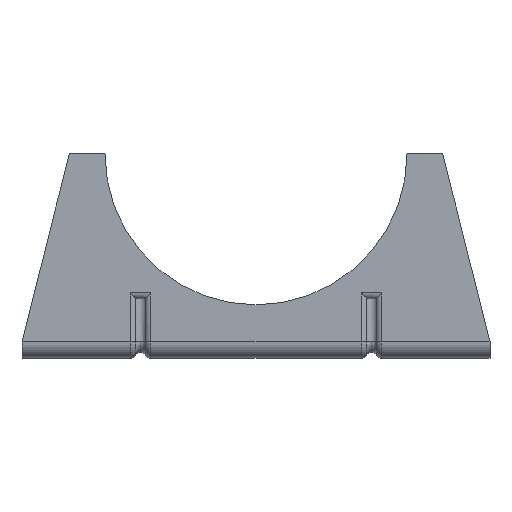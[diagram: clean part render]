
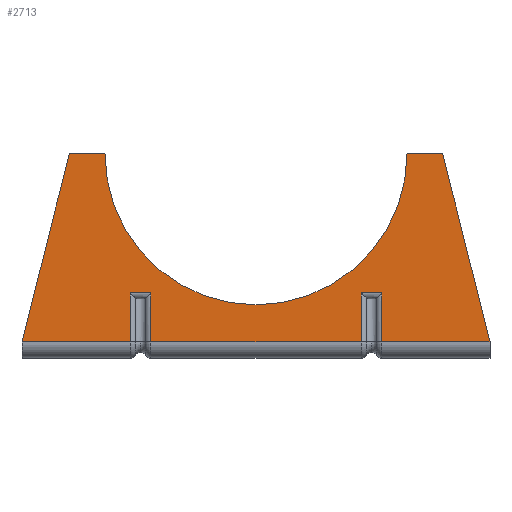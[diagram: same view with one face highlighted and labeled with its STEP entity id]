
A CAD part, top view. The second image highlights one B-rep face of the part: STEP entity #2713.
In plain terms, the highlighted planar face has unit normal (0, 0, 1).
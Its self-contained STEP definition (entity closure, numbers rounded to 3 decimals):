
#7 = ORIENTED_EDGE ( 'NONE', *, *, #708, .T. ) ;
#10 = CARTESIAN_POINT ( 'NONE',  ( 17.768, 0.78, 8. ) ) ;
#44 = EDGE_CURVE ( 'NONE', #98, #1286, #776, .T. ) ;
#58 = EDGE_CURVE ( 'NONE', #459, #98, #2727, .T. ) ;
#74 = CARTESIAN_POINT ( 'NONE',  ( 31.5, 32.5, 8. ) ) ;
#98 = VERTEX_POINT ( 'NONE', #673 ) ;
#128 = EDGE_CURVE ( 'NONE', #2302, #811, #1314, .T. ) ;
#147 = VERTEX_POINT ( 'NONE', #895 ) ;
#200 = CARTESIAN_POINT ( 'NONE',  ( 0., 32.5, 8. ) ) ;
#243 = VECTOR ( 'NONE', #2680, 1000. ) ;
#258 = ORIENTED_EDGE ( 'NONE', *, *, #995, .F. ) ;
#284 = CARTESIAN_POINT ( 'NONE',  ( -21.232, 8., 8. ) ) ;
#294 = EDGE_CURVE ( 'NONE', #1522, #2421, #1690, .T. ) ;
#343 = DIRECTION ( 'NONE',  ( -1., 0., 0. ) ) ;
#366 = ORIENTED_EDGE ( 'NONE', *, *, #661, .T. ) ;
#392 = CARTESIAN_POINT ( 'NONE',  ( 21.232, 32.5, 8. ) ) ;
#449 = CARTESIAN_POINT ( 'NONE',  ( -31.5, 32.5, 8. ) ) ;
#459 = VERTEX_POINT ( 'NONE', #1689 ) ;
#503 = CIRCLE ( 'NONE', #1278, 25.5 ) ;
#590 = AXIS2_PLACEMENT_3D ( 'NONE', #969, #2861, #1214 ) ;
#595 = CARTESIAN_POINT ( 'NONE',  ( -25.5, 32.5, 8. ) ) ;
#596 = VECTOR ( 'NONE', #872, 1000. ) ;
#625 = CARTESIAN_POINT ( 'NONE',  ( -17.768, 0.78, 8. ) ) ;
#661 = EDGE_CURVE ( 'NONE', #774, #1522, #1598, .T. ) ;
#669 = DIRECTION ( 'NONE',  ( 0., -1., 0. ) ) ;
#673 = CARTESIAN_POINT ( 'NONE',  ( -17.768, 9., 8. ) ) ;
#706 = VECTOR ( 'NONE', #2997, 1000. ) ;
#708 = EDGE_CURVE ( 'NONE', #1454, #2369, #503, .T. ) ;
#713 = CARTESIAN_POINT ( 'NONE',  ( -17.768, 0.78, 8. ) ) ;
#755 = CARTESIAN_POINT ( 'NONE',  ( -21.232, 0.78, 8. ) ) ;
#774 = VERTEX_POINT ( 'NONE', #10 ) ;
#776 = LINE ( 'NONE', #625, #1998 ) ;
#811 = VERTEX_POINT ( 'NONE', #449 ) ;
#837 = ORIENTED_EDGE ( 'NONE', *, *, #1990, .T. ) ;
#838 = DIRECTION ( 'NONE',  ( -1., 0., 0. ) ) ;
#842 = CARTESIAN_POINT ( 'NONE',  ( 39.5, 32.5, 8. ) ) ;
#872 = DIRECTION ( 'NONE',  ( 1., 0., 0. ) ) ;
#895 = CARTESIAN_POINT ( 'NONE',  ( 39.5, 0.78, 8. ) ) ;
#908 = CARTESIAN_POINT ( 'NONE',  ( 31.978, 30.603, 8. ) ) ;
#941 = ORIENTED_EDGE ( 'NONE', *, *, #2149, .F. ) ;
#969 = CARTESIAN_POINT ( 'NONE',  ( 39.5, 32.5, 8. ) ) ;
#995 = EDGE_CURVE ( 'NONE', #2822, #2302, #1335, .T. ) ;
#1043 = LINE ( 'NONE', #1771, #1256 ) ;
#1049 = VECTOR ( 'NONE', #2277, 1000. ) ;
#1090 = DIRECTION ( 'NONE',  ( 0., -1., 0. ) ) ;
#1094 = ORIENTED_EDGE ( 'NONE', *, *, #44, .T. ) ;
#1177 = DIRECTION ( 'NONE',  ( 1., 0., 0. ) ) ;
#1187 = LINE ( 'NONE', #284, #2452 ) ;
#1214 = DIRECTION ( 'NONE',  ( 0., -1., 0. ) ) ;
#1241 = ORIENTED_EDGE ( 'NONE', *, *, #58, .T. ) ;
#1247 = EDGE_CURVE ( 'NONE', #2369, #811, #1745, .T. ) ;
#1256 = VECTOR ( 'NONE', #838, 1000. ) ;
#1278 = AXIS2_PLACEMENT_3D ( 'NONE', #200, #2780, #2317 ) ;
#1281 = DIRECTION ( 'NONE',  ( 0., 1., 0. ) ) ;
#1286 = VERTEX_POINT ( 'NONE', #713 ) ;
#1314 = LINE ( 'NONE', #2771, #706 ) ;
#1335 = LINE ( 'NONE', #2434, #243 ) ;
#1346 = ORIENTED_EDGE ( 'NONE', *, *, #2964, .F. ) ;
#1370 = ORIENTED_EDGE ( 'NONE', *, *, #1247, .T. ) ;
#1428 = VECTOR ( 'NONE', #1177, 1000. ) ;
#1433 = CARTESIAN_POINT ( 'NONE',  ( 21.232, 0.78, 8. ) ) ;
#1454 = VERTEX_POINT ( 'NONE', #1548 ) ;
#1491 = ORIENTED_EDGE ( 'NONE', *, *, #294, .T. ) ;
#1522 = VERTEX_POINT ( 'NONE', #2552 ) ;
#1548 = CARTESIAN_POINT ( 'NONE',  ( 25.5, 32.5, 8. ) ) ;
#1598 = LINE ( 'NONE', #1803, #1049 ) ;
#1689 = CARTESIAN_POINT ( 'NONE',  ( -21.232, 9., 8. ) ) ;
#1690 = LINE ( 'NONE', #2368, #1428 ) ;
#1702 = LINE ( 'NONE', #842, #2196 ) ;
#1709 = CARTESIAN_POINT ( 'NONE',  ( -39.5, 0.78, 8. ) ) ;
#1745 = LINE ( 'NONE', #3030, #2346 ) ;
#1771 = CARTESIAN_POINT ( 'NONE',  ( 39.5, 0.78, 8. ) ) ;
#1803 = CARTESIAN_POINT ( 'NONE',  ( 17.768, 32.5, 8. ) ) ;
#1817 = CARTESIAN_POINT ( 'NONE',  ( -17.768, 9., 8. ) ) ;
#1868 = DIRECTION ( 'NONE',  ( -1., 0., 0. ) ) ;
#1891 = EDGE_CURVE ( 'NONE', #774, #1286, #1043, .T. ) ;
#1935 = LINE ( 'NONE', #392, #2446 ) ;
#1966 = VECTOR ( 'NONE', #1868, 1000. ) ;
#1968 = VECTOR ( 'NONE', #2078, 1000. ) ;
#1990 = EDGE_CURVE ( 'NONE', #2421, #2786, #1935, .T. ) ;
#1998 = VECTOR ( 'NONE', #1090, 1000. ) ;
#2045 = LINE ( 'NONE', #2113, #1966 ) ;
#2078 = DIRECTION ( 'NONE',  ( 0.245, -0.97, 0. ) ) ;
#2113 = CARTESIAN_POINT ( 'NONE',  ( 39.5, 0.78, 8. ) ) ;
#2149 = EDGE_CURVE ( 'NONE', #147, #2786, #2045, .T. ) ;
#2196 = VECTOR ( 'NONE', #343, 1000. ) ;
#2222 = EDGE_CURVE ( 'NONE', #2822, #459, #1187, .T. ) ;
#2277 = DIRECTION ( 'NONE',  ( 0., 1., 0. ) ) ;
#2302 = VERTEX_POINT ( 'NONE', #1709 ) ;
#2317 = DIRECTION ( 'NONE',  ( 0., 1., 0. ) ) ;
#2346 = VECTOR ( 'NONE', #2802, 1000. ) ;
#2361 = VERTEX_POINT ( 'NONE', #74 ) ;
#2368 = CARTESIAN_POINT ( 'NONE',  ( 21.232, 9., 8. ) ) ;
#2369 = VERTEX_POINT ( 'NONE', #595 ) ;
#2376 = FACE_OUTER_BOUND ( 'NONE', #2427, .T. ) ;
#2406 = PLANE ( 'NONE',  #590 ) ;
#2421 = VERTEX_POINT ( 'NONE', #2461 ) ;
#2427 = EDGE_LOOP ( 'NONE', ( #366, #1491, #837, #941, #1346, #2524, #7, #1370, #2734, #258, #2685, #1241, #1094, #2971 ) ) ;
#2434 = CARTESIAN_POINT ( 'NONE',  ( 39.5, 0.78, 8. ) ) ;
#2446 = VECTOR ( 'NONE', #669, 1000. ) ;
#2452 = VECTOR ( 'NONE', #1281, 1000. ) ;
#2461 = CARTESIAN_POINT ( 'NONE',  ( 21.232, 9., 8. ) ) ;
#2464 = EDGE_CURVE ( 'NONE', #2361, #1454, #1702, .T. ) ;
#2524 = ORIENTED_EDGE ( 'NONE', *, *, #2464, .T. ) ;
#2552 = CARTESIAN_POINT ( 'NONE',  ( 17.768, 9., 8. ) ) ;
#2599 = LINE ( 'NONE', #908, #1968 ) ;
#2680 = DIRECTION ( 'NONE',  ( -1., 0., 0. ) ) ;
#2685 = ORIENTED_EDGE ( 'NONE', *, *, #2222, .T. ) ;
#2713 = ADVANCED_FACE ( 'NONE', ( #2376 ), #2406, .T. ) ;
#2727 = LINE ( 'NONE', #1817, #596 ) ;
#2734 = ORIENTED_EDGE ( 'NONE', *, *, #128, .F. ) ;
#2771 = CARTESIAN_POINT ( 'NONE',  ( -27.254, 49.336, 8. ) ) ;
#2780 = DIRECTION ( 'NONE',  ( 0., 0., -1. ) ) ;
#2786 = VERTEX_POINT ( 'NONE', #1433 ) ;
#2802 = DIRECTION ( 'NONE',  ( -1., 0., 0. ) ) ;
#2822 = VERTEX_POINT ( 'NONE', #755 ) ;
#2861 = DIRECTION ( 'NONE',  ( 0., 0., 1. ) ) ;
#2964 = EDGE_CURVE ( 'NONE', #2361, #147, #2599, .T. ) ;
#2971 = ORIENTED_EDGE ( 'NONE', *, *, #1891, .F. ) ;
#2997 = DIRECTION ( 'NONE',  ( 0.245, 0.97, 0. ) ) ;
#3030 = CARTESIAN_POINT ( 'NONE',  ( 39.5, 32.5, 8. ) ) ;
